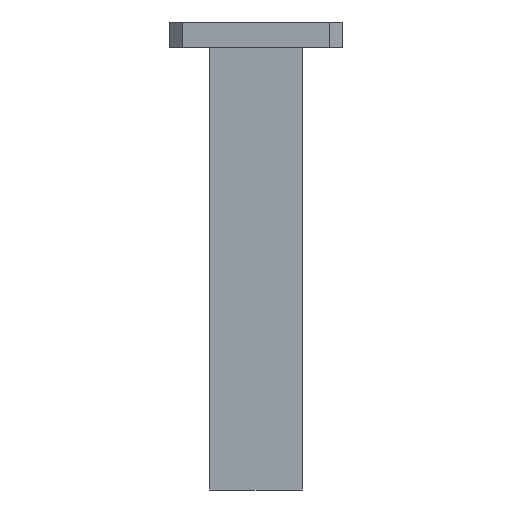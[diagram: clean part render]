
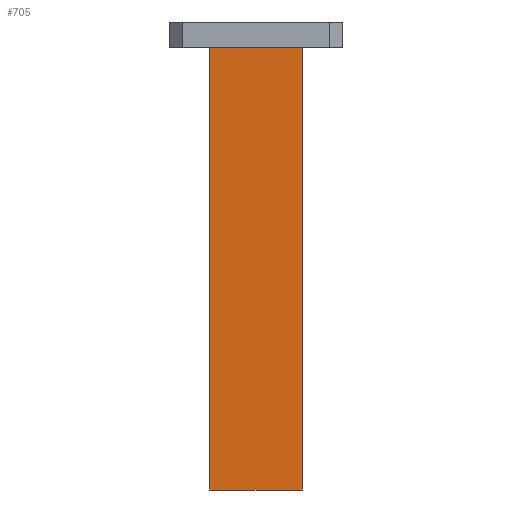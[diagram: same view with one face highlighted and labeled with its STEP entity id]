
A CAD part, front view. The second image highlights one B-rep face of the part: STEP entity #705.
In plain terms, the highlighted planar face has unit normal (0, -1, 0).
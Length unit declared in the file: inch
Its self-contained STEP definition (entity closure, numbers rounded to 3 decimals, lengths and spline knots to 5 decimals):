
#30 = CARTESIAN_POINT ( 'NONE',  ( -0.351, -0.1955, -0.19684 ) ) ;
#37 = CARTESIAN_POINT ( 'NONE',  ( 0.351, -0.1955, -7.89016 ) ) ;
#39 = EDGE_LOOP ( 'NONE', ( #898, #379, #567, #1059 ) ) ;
#53 = AXIS2_PLACEMENT_3D ( 'NONE', #919, #177, #911 ) ;
#63 = VERTEX_POINT ( 'NONE', #724 ) ;
#93 = PLANE ( 'NONE',  #53 ) ;
#138 = DIRECTION ( 'NONE',  ( 0., 0., 1. ) ) ;
#177 = DIRECTION ( 'NONE',  ( 0., 1., 0. ) ) ;
#203 = DIRECTION ( 'NONE',  ( 0., 0., 1. ) ) ;
#240 = LINE ( 'NONE', #406, #690 ) ;
#284 = CARTESIAN_POINT ( 'NONE',  ( 0.351, -0.1955, -3.54331 ) ) ;
#327 = VERTEX_POINT ( 'NONE', #30 ) ;
#348 = VECTOR ( 'NONE', #203, 39.37008 ) ;
#359 = VECTOR ( 'NONE', #804, 39.37008 ) ;
#379 = ORIENTED_EDGE ( 'NONE', *, *, #530, .T. ) ;
#406 = CARTESIAN_POINT ( 'NONE',  ( 0.351, -0.1955, -0.19684 ) ) ;
#430 = CARTESIAN_POINT ( 'NONE',  ( 0.351, -0.1955, -3.54331 ) ) ;
#436 = EDGE_CURVE ( 'NONE', #885, #327, #627, .T. ) ;
#478 = EDGE_CURVE ( 'NONE', #758, #885, #883, .T. ) ;
#505 = CARTESIAN_POINT ( 'NONE',  ( -0.351, -0.1955, -3.54331 ) ) ;
#530 = EDGE_CURVE ( 'NONE', #63, #327, #240, .T. ) ;
#567 = ORIENTED_EDGE ( 'NONE', *, *, #436, .F. ) ;
#627 = LINE ( 'NONE', #940, #996 ) ;
#690 = VECTOR ( 'NONE', #808, 39.37008 ) ;
#705 = ADVANCED_FACE ( 'NONE', ( #839 ), #93, .F. ) ;
#724 = CARTESIAN_POINT ( 'NONE',  ( 0.351, -0.1955, -0.19684 ) ) ;
#758 = VERTEX_POINT ( 'NONE', #430 ) ;
#804 = DIRECTION ( 'NONE',  ( -1., 0., 0. ) ) ;
#808 = DIRECTION ( 'NONE',  ( -1., 0., 0. ) ) ;
#839 = FACE_OUTER_BOUND ( 'NONE', #39, .T. ) ;
#883 = LINE ( 'NONE', #284, #359 ) ;
#885 = VERTEX_POINT ( 'NONE', #505 ) ;
#898 = ORIENTED_EDGE ( 'NONE', *, *, #925, .T. ) ;
#911 = DIRECTION ( 'NONE',  ( 0., 0., 1. ) ) ;
#919 = CARTESIAN_POINT ( 'NONE',  ( 0.351, -0.1955, -7.89016 ) ) ;
#925 = EDGE_CURVE ( 'NONE', #758, #63, #949, .T. ) ;
#940 = CARTESIAN_POINT ( 'NONE',  ( -0.351, -0.1955, -7.89016 ) ) ;
#949 = LINE ( 'NONE', #37, #348 ) ;
#996 = VECTOR ( 'NONE', #138, 39.37008 ) ;
#1059 = ORIENTED_EDGE ( 'NONE', *, *, #478, .F. ) ;
